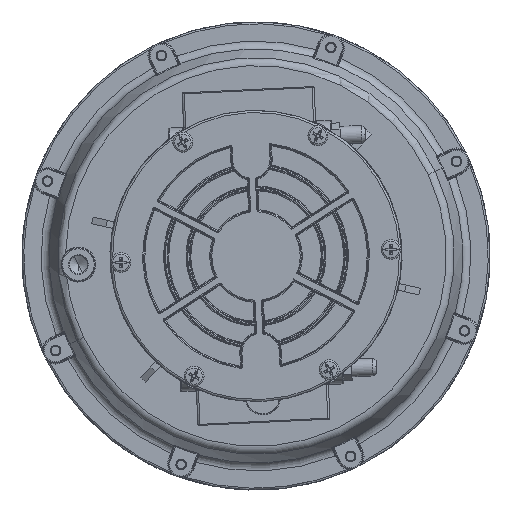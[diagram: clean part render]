
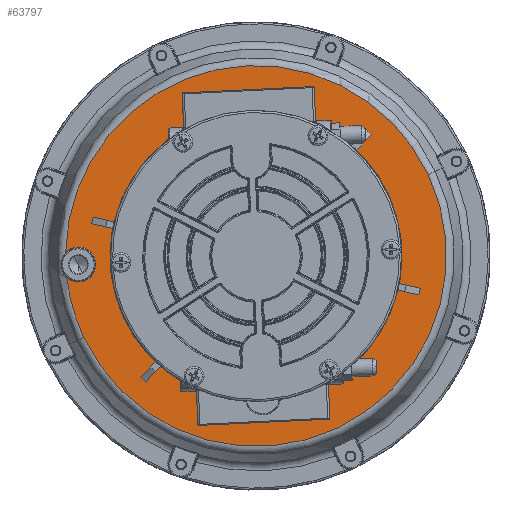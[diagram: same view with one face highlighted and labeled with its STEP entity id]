
A CAD part, front view. The second image highlights one B-rep face of the part: STEP entity #63797.
In plain terms, the highlighted face is planar.
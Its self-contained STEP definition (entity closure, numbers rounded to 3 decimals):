
#55954=CARTESIAN_POINT('',(-40.547,-82.038,0.));
#55976=CARTESIAN_POINT('',(-29.338,-86.681,0.));
#55988=CARTESIAN_POINT('',(-32.719,-78.992,0.));
#55989=DIRECTION('',(0.,0.,-1.));
#55990=DIRECTION('',(-0.932,-0.363,0.));
#55991=AXIS2_PLACEMENT_3D('',#55988,#55989,#55990);
#56129=CARTESIAN_POINT('',(0.,0.,0.));
#56130=DIRECTION('',(0.,0.,-1.));
#56131=DIRECTION('',(-0.593,-0.805,0.));
#56132=AXIS2_PLACEMENT_3D('',#56129,#56130,#56131);
#56134=DIRECTION('',(0.609,0.793,0.));
#56135=VECTOR('',#56134,10.302);
#56136=CARTESIAN_POINT('',(-47.726,-64.826,0.));
#56137=LINE('',#56136,#56135);
#56138=DIRECTION('',(-0.383,0.924,0.));
#56139=VECTOR('',#56138,10.302);
#56140=CARTESIAN_POINT('',(29.322,-74.97,0.));
#56141=LINE('',#56140,#56139);
#56142=CARTESIAN_POINT('',(0.,0.,0.));
#56143=DIRECTION('',(0.,0.,-1.));
#56144=DIRECTION('',(0.401,-0.916,0.));
#56145=AXIS2_PLACEMENT_3D('',#56142,#56143,#56144);
#56147=DIRECTION('',(-0.383,0.924,0.));
#56148=VECTOR('',#56147,10.302);
#56149=CARTESIAN_POINT('',(32.278,-73.745,0.));
#56150=LINE('',#56149,#56148);
#56151=DIRECTION('',(-0.609,-0.793,0.));
#56152=VECTOR('',#56151,10.302);
#56153=CARTESIAN_POINT('',(50.265,62.878,0.));
#56154=LINE('',#56153,#56152);
#56155=CARTESIAN_POINT('',(0.,0.,0.));
#56156=DIRECTION('',(0.,0.,-1.));
#56157=DIRECTION('',(0.593,0.805,0.));
#56158=AXIS2_PLACEMENT_3D('',#56155,#56156,#56157);
#56160=DIRECTION('',(-0.609,-0.793,0.));
#56161=VECTOR('',#56160,10.302);
#56162=CARTESIAN_POINT('',(47.726,64.826,0.));
#56163=LINE('',#56162,#56161);
#56164=DIRECTION('',(0.383,-0.924,0.));
#56165=VECTOR('',#56164,10.302);
#56166=CARTESIAN_POINT('',(-29.322,74.97,0.));
#56167=LINE('',#56166,#56165);
#56168=CARTESIAN_POINT('',(0.,0.,0.));
#56169=DIRECTION('',(0.,0.,-1.));
#56170=DIRECTION('',(-0.401,0.916,0.));
#56171=AXIS2_PLACEMENT_3D('',#56168,#56169,#56170);
#56173=DIRECTION('',(0.383,-0.924,0.));
#56174=VECTOR('',#56173,10.302);
#56175=CARTESIAN_POINT('',(-32.278,73.745,0.));
#56176=LINE('',#56175,#56174);
#56177=DIRECTION('',(0.609,0.793,0.));
#56178=VECTOR('',#56177,10.302);
#56179=CARTESIAN_POINT('',(-50.265,-62.878,0.));
#56180=LINE('',#56179,#56178);
#56181=CARTESIAN_POINT('',(0.,0.,0.));
#56182=DIRECTION('',(0.,0.,1.));
#56183=DIRECTION('',(0.,1.,0.));
#56184=AXIS2_PLACEMENT_3D('',#56181,#56182,#56183);
#56186=CARTESIAN_POINT('',(0.,0.,0.));
#56187=DIRECTION('',(0.,0.,1.));
#56188=DIRECTION('',(0.,-1.,0.));
#56189=AXIS2_PLACEMENT_3D('',#56186,#56187,#56188);
#56191=CARTESIAN_POINT('',(0.,0.,0.));
#56192=DIRECTION('',(0.,0.,1.));
#56193=DIRECTION('',(-0.321,-0.947,0.));
#56194=AXIS2_PLACEMENT_3D('',#56191,#56192,#56193);
#56217=CARTESIAN_POINT('',(0.,0.,0.));
#56218=DIRECTION('',(0.,0.,1.));
#56219=DIRECTION('',(-0.591,-0.807,0.));
#56220=AXIS2_PLACEMENT_3D('',#56217,#56218,#56219);
#56222=CARTESIAN_POINT('',(0.,0.,0.));
#56223=DIRECTION('',(0.,0.,1.));
#56224=DIRECTION('',(-0.404,0.915,0.));
#56225=AXIS2_PLACEMENT_3D('',#56222,#56223,#56224);
#56227=CARTESIAN_POINT('',(0.,0.,0.));
#56228=DIRECTION('',(0.,0.,1.));
#56229=DIRECTION('',(0.,1.,0.));
#56230=AXIS2_PLACEMENT_3D('',#56227,#56228,#56229);
#56295=CARTESIAN_POINT('',(0.,0.,0.));
#56296=DIRECTION('',(0.,0.,-1.));
#56297=DIRECTION('',(0.,1.,0.));
#56298=AXIS2_PLACEMENT_3D('',#56295,#56296,#56297);
#56300=CARTESIAN_POINT('',(0.,0.,0.));
#56301=DIRECTION('',(0.,0.,-1.));
#56302=DIRECTION('',(0.627,0.779,0.));
#56303=AXIS2_PLACEMENT_3D('',#56300,#56301,#56302);
#56305=CARTESIAN_POINT('',(0.,0.,0.));
#56306=DIRECTION('',(0.,0.,-1.));
#56307=DIRECTION('',(0.362,-0.932,0.));
#56308=AXIS2_PLACEMENT_3D('',#56305,#56306,#56307);
#58275=CARTESIAN_POINT('',(0.,70.2,0.));
#58277=VERTEX_POINT('',#58275);
#58303=CARTESIAN_POINT('',(0.,-70.2,0.));
#58305=VERTEX_POINT('',#58303);
#58331=CARTESIAN_POINT('',(0.,-91.512,0.));
#58332=CARTESIAN_POINT('',(0.,91.512,0.));
#58333=VERTEX_POINT('',#58331);
#58334=VERTEX_POINT('',#58332);
#58613=CARTESIAN_POINT('',(32.278,-73.745,0.));
#58614=CARTESIAN_POINT('',(29.322,-74.97,0.));
#58615=VERTEX_POINT('',#58613);
#58616=VERTEX_POINT('',#58614);
#58617=CARTESIAN_POINT('',(25.379,-65.452,0.));
#58618=VERTEX_POINT('',#58617);
#58619=CARTESIAN_POINT('',(28.336,-64.227,0.));
#58620=VERTEX_POINT('',#58619);
#58629=CARTESIAN_POINT('',(47.726,64.826,0.));
#58630=CARTESIAN_POINT('',(50.265,62.878,0.));
#58631=VERTEX_POINT('',#58629);
#58632=VERTEX_POINT('',#58630);
#58633=CARTESIAN_POINT('',(43.993,54.705,0.));
#58634=VERTEX_POINT('',#58633);
#58635=CARTESIAN_POINT('',(41.455,56.653,0.));
#58636=VERTEX_POINT('',#58635);
#58645=CARTESIAN_POINT('',(-32.278,73.745,0.));
#58646=CARTESIAN_POINT('',(-29.322,74.97,0.));
#58647=VERTEX_POINT('',#58645);
#58648=VERTEX_POINT('',#58646);
#58649=CARTESIAN_POINT('',(-25.379,65.452,0.));
#58650=VERTEX_POINT('',#58649);
#58651=CARTESIAN_POINT('',(-28.336,64.227,0.));
#58652=VERTEX_POINT('',#58651);
#58661=CARTESIAN_POINT('',(-47.726,-64.826,0.));
#58662=CARTESIAN_POINT('',(-50.265,-62.878,0.));
#58663=VERTEX_POINT('',#58661);
#58664=VERTEX_POINT('',#58662);
#58665=CARTESIAN_POINT('',(-43.993,-54.705,0.));
#58666=VERTEX_POINT('',#58665);
#58667=CARTESIAN_POINT('',(-41.455,-56.653,0.));
#58668=VERTEX_POINT('',#58667);
#59092=VERTEX_POINT('',#55954);
#59095=VERTEX_POINT('',#55976);
#63747=CARTESIAN_POINT('',(0.,0.,0.));
#63748=DIRECTION('',(0.,0.,1.));
#63749=DIRECTION('',(0.,1.,0.));
#63750=AXIS2_PLACEMENT_3D('',#63747,#63748,#63749);
#63751=PLANE('',#63750);
#63752=ORIENTED_EDGE('',*,*,#63514,.F.);
#63753=ORIENTED_EDGE('',*,*,#63369,.F.);
#63755=ORIENTED_EDGE('',*,*,#63754,.F.);
#63756=ORIENTED_EDGE('',*,*,#63362,.F.);
#63757=EDGE_LOOP('',(#63752,#63753,#63755,#63756));
#63758=FACE_OUTER_BOUND('',#63757,.F.);
#63760=ORIENTED_EDGE('',*,*,#63759,.F.);
#63762=ORIENTED_EDGE('',*,*,#63761,.T.);
#63764=ORIENTED_EDGE('',*,*,#63763,.T.);
#63766=ORIENTED_EDGE('',*,*,#63765,.F.);
#63768=ORIENTED_EDGE('',*,*,#63767,.F.);
#63770=ORIENTED_EDGE('',*,*,#63769,.F.);
#63772=ORIENTED_EDGE('',*,*,#63771,.T.);
#63774=ORIENTED_EDGE('',*,*,#63773,.F.);
#63776=ORIENTED_EDGE('',*,*,#63775,.F.);
#63778=ORIENTED_EDGE('',*,*,#63777,.F.);
#63780=ORIENTED_EDGE('',*,*,#63779,.T.);
#63782=ORIENTED_EDGE('',*,*,#63781,.F.);
#63784=ORIENTED_EDGE('',*,*,#63783,.T.);
#63786=ORIENTED_EDGE('',*,*,#63785,.F.);
#63788=ORIENTED_EDGE('',*,*,#63787,.F.);
#63790=ORIENTED_EDGE('',*,*,#63789,.T.);
#63792=ORIENTED_EDGE('',*,*,#63791,.T.);
#63794=ORIENTED_EDGE('',*,*,#63793,.F.);
#63795=EDGE_LOOP('',(#63760,#63762,#63764,#63766,#63768,#63770,#63772,#63774,
#63776,#63778,#63780,#63782,#63784,#63786,#63788,#63790,#63792,#63794));
#63796=FACE_BOUND('',#63795,.F.);
#63797=ADVANCED_FACE('',(#63758,#63796),#63751,.T.);
#55992=CIRCLE('',#55991,8.4);
#56133=CIRCLE('',#56132,80.5);
#56146=CIRCLE('',#56145,80.5);
#56159=CIRCLE('',#56158,80.5);
#56172=CIRCLE('',#56171,80.5);
#56185=CIRCLE('',#56184,91.512);
#56190=CIRCLE('',#56189,91.512);
#56195=CIRCLE('',#56194,91.512);
#56221=CIRCLE('',#56220,70.2);
#56226=CIRCLE('',#56225,70.2);
#56231=CIRCLE('',#56230,70.2);
#56299=CIRCLE('',#56298,70.2);
#56304=CIRCLE('',#56303,70.2);
#56309=CIRCLE('',#56308,70.2);
#63362=EDGE_CURVE('',#59095,#58333,#56195,.T.);
#63369=EDGE_CURVE('',#58334,#59092,#56185,.T.);
#63514=EDGE_CURVE('',#59092,#59095,#55992,.T.);
#63754=EDGE_CURVE('',#58333,#58334,#56190,.T.);
#63759=EDGE_CURVE('',#58663,#58664,#56133,.T.);
#63761=EDGE_CURVE('',#58663,#58668,#56137,.T.);
#63763=EDGE_CURVE('',#58668,#58305,#56221,.T.);
#63765=EDGE_CURVE('',#58618,#58305,#56309,.T.);
#63767=EDGE_CURVE('',#58616,#58618,#56141,.T.);
#63769=EDGE_CURVE('',#58615,#58616,#56146,.T.);
#63771=EDGE_CURVE('',#58615,#58620,#56150,.T.);
#63773=EDGE_CURVE('',#58634,#58620,#56304,.T.);
#63775=EDGE_CURVE('',#58632,#58634,#56154,.T.);
#63777=EDGE_CURVE('',#58631,#58632,#56159,.T.);
#63779=EDGE_CURVE('',#58631,#58636,#56163,.T.);
#63781=EDGE_CURVE('',#58277,#58636,#56299,.T.);
#63783=EDGE_CURVE('',#58277,#58650,#56231,.T.);
#63785=EDGE_CURVE('',#58648,#58650,#56167,.T.);
#63787=EDGE_CURVE('',#58647,#58648,#56172,.T.);
#63789=EDGE_CURVE('',#58647,#58652,#56176,.T.);
#63791=EDGE_CURVE('',#58652,#58666,#56226,.T.);
#63793=EDGE_CURVE('',#58664,#58666,#56180,.T.);
